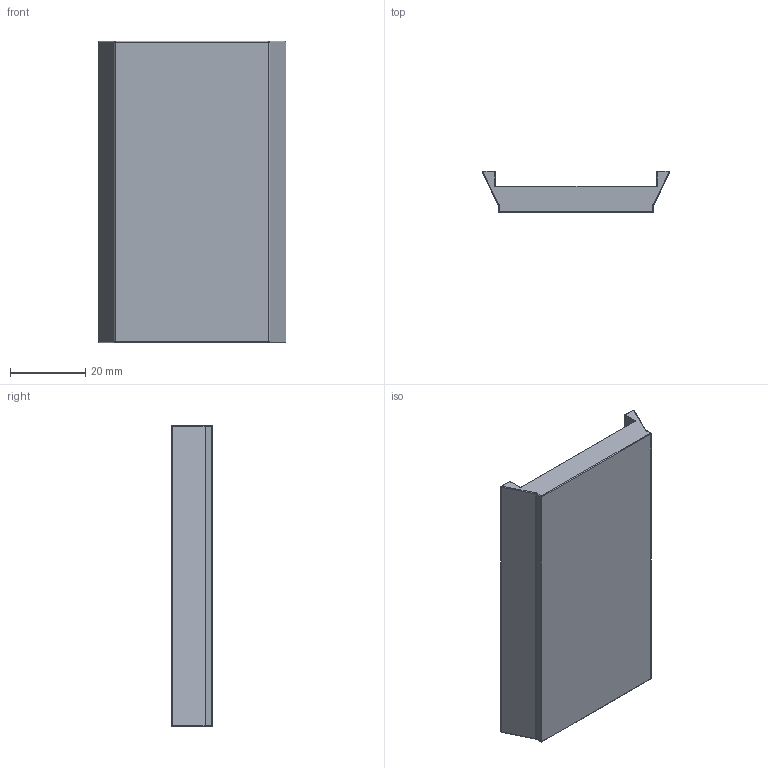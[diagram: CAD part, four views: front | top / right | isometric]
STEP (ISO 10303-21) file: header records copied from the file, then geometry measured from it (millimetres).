
FILE_DESCRIPTION(('FreeCAD Model'),'2;1');
FILE_NAME('Open CASCADE Shape Model','2022-11-28T15:13:11',( 'G. Adam Stanislav'),('Pantarheon'), 'Open CASCADE STEP processor 7.6','FreeCAD','Unknown');
FILE_SCHEMA(('AUTOMOTIVE_DESIGN { 1 0 10303 214 1 1 1 1 }'));
Length unit declared in the file: millimetre
Products named in the file (1): Stub
Bounding box: 49.86 x 11 x 80 mm (x, y, z)
Volume: 25731.8 mm3; surface area: 10416.8 mm2
Topology: 1 solids, 1 shells, 62 faces, 140 edges, 68 vertices
Faces by surface type: cylinder 30, plane 12, sphere 12, torus 8
Entity records: 3210 total; most frequent: CARTESIAN_POINT 595, DIRECTION 498, ORIENTED_EDGE 256, PCURVE 256, DEFINITIONAL_REPRESENTATION 256, LINE 228, VECTOR 228, AXIS2_PLACEMENT_3D 131
